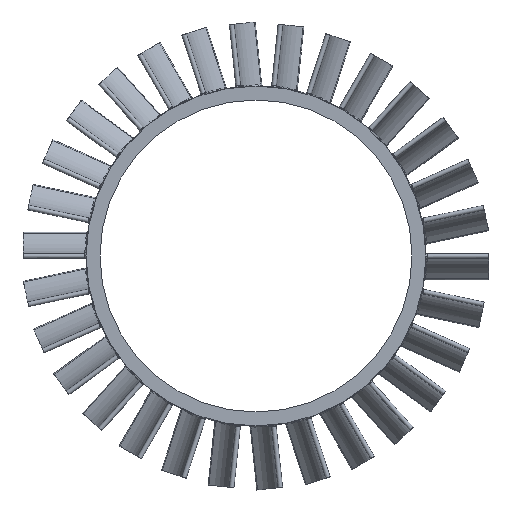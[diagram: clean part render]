
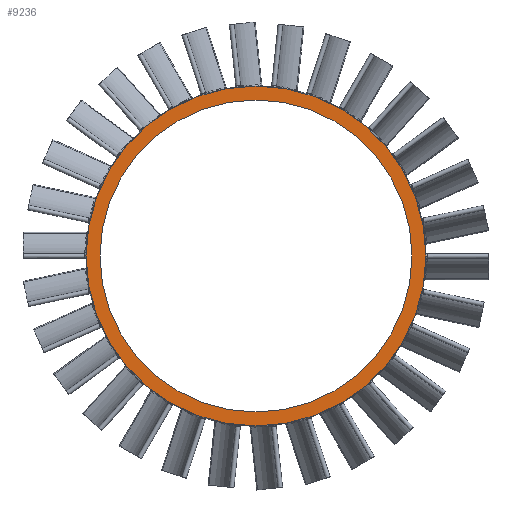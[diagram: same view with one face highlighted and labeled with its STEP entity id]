
A CAD part, left-side view. The second image highlights one B-rep face of the part: STEP entity #9236.
In plain terms, the highlighted planar face has unit normal (-1, 0, 0).
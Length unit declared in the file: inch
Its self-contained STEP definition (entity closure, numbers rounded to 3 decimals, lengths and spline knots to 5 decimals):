
#116=CARTESIAN_POINT('',(0.,0.,0.));
#117=DIRECTION('',(-1.,0.,0.));
#118=DIRECTION('',(0.,-1.,0.));
#119=AXIS2_PLACEMENT_3D('',#116,#117,#118);
#125=CARTESIAN_POINT('',(0.,0.,0.));
#126=DIRECTION('',(-1.,0.,0.));
#127=DIRECTION('',(0.,1.,0.));
#128=AXIS2_PLACEMENT_3D('',#125,#126,#127);
#133=CARTESIAN_POINT('',(0.,0.,0.));
#134=DIRECTION('',(1.,0.,0.));
#135=DIRECTION('',(0.,-1.,0.));
#136=AXIS2_PLACEMENT_3D('',#133,#134,#135);
#141=CARTESIAN_POINT('',(0.,0.,0.));
#142=DIRECTION('',(1.,0.,0.));
#143=DIRECTION('',(0.,1.,0.));
#144=AXIS2_PLACEMENT_3D('',#141,#142,#143);
#8715=CARTESIAN_POINT('',(0.,-67.005,0.));
#8716=CARTESIAN_POINT('',(0.,67.005,0.));
#8717=VERTEX_POINT('',#8715);
#8718=VERTEX_POINT('',#8716);
#8719=CARTESIAN_POINT('',(0.,-73.005,0.));
#8720=CARTESIAN_POINT('',(0.,73.005,0.));
#8721=VERTEX_POINT('',#8719);
#8722=VERTEX_POINT('',#8720);
#9219=CARTESIAN_POINT('',(0.,0.,0.));
#9220=DIRECTION('',(1.,0.,0.));
#9221=DIRECTION('',(0.,-1.,0.));
#9222=AXIS2_PLACEMENT_3D('',#9219,#9220,#9221);
#9223=PLANE('',#9222);
#9225=ORIENTED_EDGE('',*,*,#9224,.T.);
#9227=ORIENTED_EDGE('',*,*,#9226,.T.);
#9228=EDGE_LOOP('',(#9225,#9227));
#9229=FACE_OUTER_BOUND('',#9228,.F.);
#9231=ORIENTED_EDGE('',*,*,#9230,.T.);
#9233=ORIENTED_EDGE('',*,*,#9232,.T.);
#9234=EDGE_LOOP('',(#9231,#9233));
#9235=FACE_BOUND('',#9234,.F.);
#120=CIRCLE('',#119,67.005);
#129=CIRCLE('',#128,67.005);
#137=CIRCLE('',#136,73.005);
#145=CIRCLE('',#144,73.005);
#9224=EDGE_CURVE('',#8721,#8722,#137,.T.);
#9226=EDGE_CURVE('',#8722,#8721,#145,.T.);
#9230=EDGE_CURVE('',#8717,#8718,#120,.T.);
#9232=EDGE_CURVE('',#8718,#8717,#129,.T.);
#9236=ADVANCED_FACE('',(#9229,#9235),#9223,.F.);
